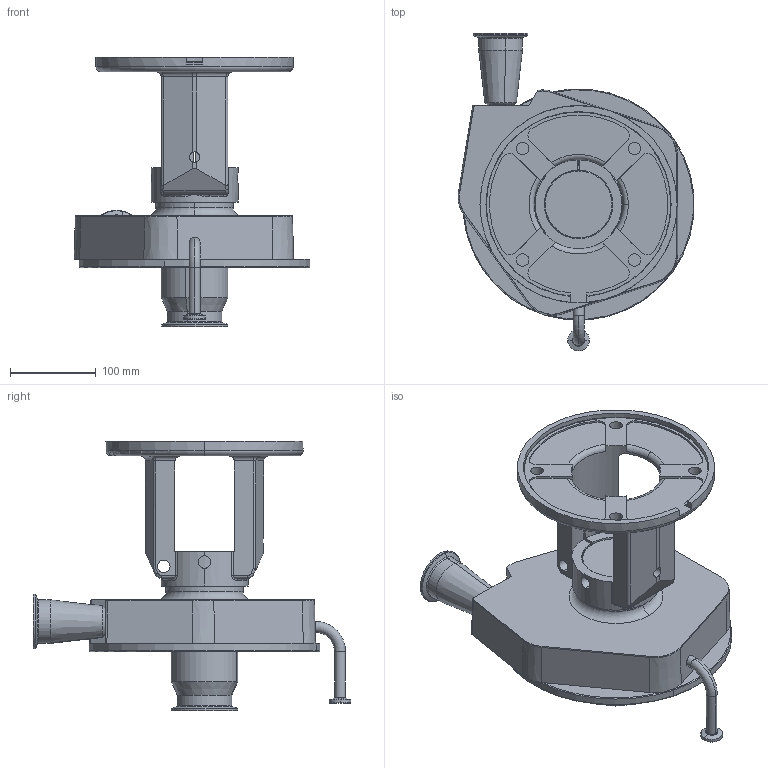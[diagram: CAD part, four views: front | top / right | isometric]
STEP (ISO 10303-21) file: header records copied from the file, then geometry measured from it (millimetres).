
FILE_DESCRIPTION (( 'STEP AP214' ), '1' );
FILE_NAME ('FPR 1741-1742 180-250TC VERT 1-2 IN ELBOW FRONT DRAIN.STEP', '2023-01-11T19:31:35', ( '' ), ( '' ), 'SwSTEP 2.0', 'SolidWorks 2021', '' );
FILE_SCHEMA (( 'AUTOMOTIVE_DESIGN' ));
Length unit declared in the file: millimetre
Products named in the file (1): FPR 1741-1742 180-250TC VERT 1-2 IN ELBOW FRONT DRAIN
Bounding box: 275.09 x 370.7 x 314.5 mm (x, y, z)
Volume: 2921771.6 mm3; surface area: 535926.6 mm2
Topology: 1 solids, 6 shells, 435 faces, 1062 edges, 630 vertices
Faces by surface type: cylinder 162, torus 98, plane 88, cone 75, bspline 9, sphere 3
Entity records: 14579 total; most frequent: CARTESIAN_POINT 4233, DIRECTION 2343, ORIENTED_EDGE 2092, EDGE_CURVE 1046, AXIS2_PLACEMENT_3D 983, VERTEX_POINT 630, CIRCLE 556, EDGE_LOOP 472
